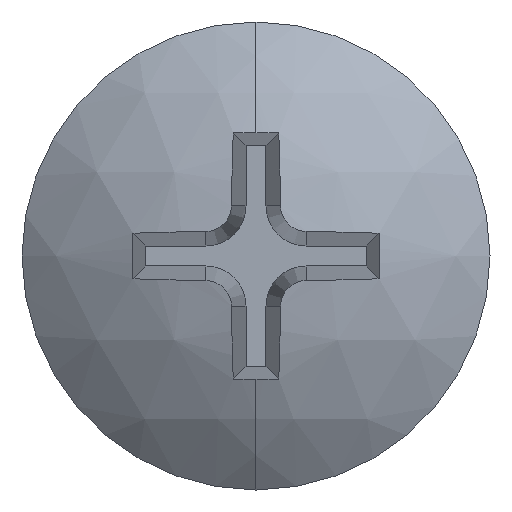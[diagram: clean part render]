
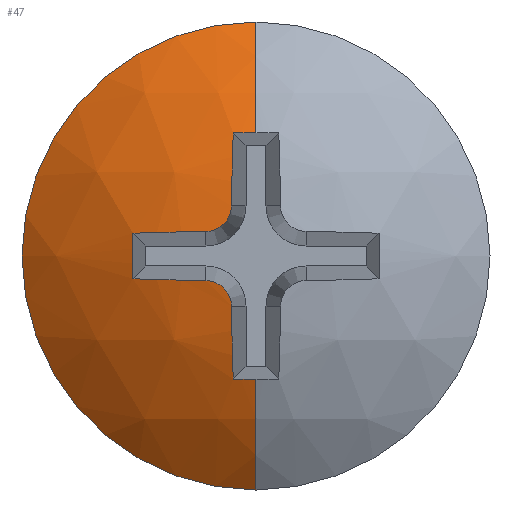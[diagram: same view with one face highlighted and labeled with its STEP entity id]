
A CAD part, left-side view. The second image highlights one B-rep face of the part: STEP entity #47.
In plain terms, the highlighted spherical face has radius 4.368 mm.
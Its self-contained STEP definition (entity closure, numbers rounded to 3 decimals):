
#47=ADVANCED_FACE('',(#156),#157,.T.);
#156=FACE_OUTER_BOUND('',#371,.T.);
#157=SPHERICAL_SURFACE('',#372,4.368);
#371=EDGE_LOOP('',(#592,#593,#594,#595,#596,#597,#598,#599,#600,#601,#602,#603,#604));
#372=AXIS2_PLACEMENT_3D('',#605,#606,#607);
#592=ORIENTED_EDGE('',*,*,#1482,.F.);
#593=ORIENTED_EDGE('',*,*,#1478,.F.);
#594=ORIENTED_EDGE('',*,*,#1483,.F.);
#595=ORIENTED_EDGE('',*,*,#1484,.F.);
#596=ORIENTED_EDGE('',*,*,#1485,.T.);
#597=ORIENTED_EDGE('',*,*,#1486,.T.);
#598=ORIENTED_EDGE('',*,*,#1487,.T.);
#599=ORIENTED_EDGE('',*,*,#1488,.T.);
#600=ORIENTED_EDGE('',*,*,#1489,.T.);
#601=ORIENTED_EDGE('',*,*,#1490,.T.);
#602=ORIENTED_EDGE('',*,*,#1491,.T.);
#603=ORIENTED_EDGE('',*,*,#1492,.T.);
#604=ORIENTED_EDGE('',*,*,#1493,.T.);
#605=CARTESIAN_POINT('',(1.968,0.0,0.0));
#606=DIRECTION('',(0.0,0.0,1.0));
#607=DIRECTION('',(1.0,0.0,0.0));
#1478=EDGE_CURVE('',#1763,#1766,#1767,.T.);
#1482=EDGE_CURVE('',#1766,#1773,#1774,.T.);
#1483=EDGE_CURVE('',#1775,#1763,#1776,.T.);
#1484=EDGE_CURVE('',#1777,#1775,#1778,.T.);
#1485=EDGE_CURVE('',#1777,#1779,#1780,.T.);
#1486=EDGE_CURVE('',#1779,#1781,#1782,.T.);
#1487=EDGE_CURVE('',#1781,#1783,#1784,.T.);
#1488=EDGE_CURVE('',#1783,#1785,#1786,.T.);
#1489=EDGE_CURVE('',#1785,#1787,#1788,.T.);
#1490=EDGE_CURVE('',#1787,#1789,#1790,.T.);
#1491=EDGE_CURVE('',#1789,#1791,#1792,.T.);
#1492=EDGE_CURVE('',#1791,#1793,#1794,.T.);
#1493=EDGE_CURVE('',#1793,#1773,#1795,.T.);
#1763=VERTEX_POINT('',#2231);
#1766=VERTEX_POINT('',#2235);
#1767=CIRCLE('',#2236,2.8);
#1773=VERTEX_POINT('',#2243);
#1774=CIRCLE('',#2244,4.368);
#1775=VERTEX_POINT('',#2245);
#1776=CIRCLE('',#2246,2.8);
#1777=VERTEX_POINT('',#2247);
#1778=CIRCLE('',#2248,4.368);
#1779=VERTEX_POINT('',#2249);
#1780=CIRCLE('',#2250,4.239);
#1781=VERTEX_POINT('',#2251);
#1782=CIRCLE('',#2252,4.366);
#1783=VERTEX_POINT('',#2253);
#1784=B_SPLINE_CURVE_WITH_KNOTS('',3,(#2254,#2255,#2256,#2257,#2258,#2259,#2260,#2261,#2262,#2263,#2264,#2265,#2266,#2267),.UNSPECIFIED.,.F.,.F.,(4,2,2,2,2,2,4),(0.357,0.475,0.591,0.706,0.821,0.936,1.054),.UNSPECIFIED.);
#1785=VERTEX_POINT('',#2268);
#1786=CIRCLE('',#2269,4.366);
#1787=VERTEX_POINT('',#2270);
#1788=CIRCLE('',#2271,4.239);
#1789=VERTEX_POINT('',#2272);
#1790=CIRCLE('',#2273,4.366);
#1791=VERTEX_POINT('',#2274);
#1792=B_SPLINE_CURVE_WITH_KNOTS('',3,(#2275,#2276,#2277,#2278,#2279,#2280,#2281,#2282,#2283,#2284,#2285,#2286,#2287,#2288,#2289),.UNSPECIFIED.,.F.,.F.,(4,3,2,2,2,2,4),(-0.118,0.0,0.115,0.231,0.346,0.461,0.579),.UNSPECIFIED.);
#1793=VERTEX_POINT('',#2290);
#1794=CIRCLE('',#2291,4.366);
#1795=CIRCLE('',#2292,4.239);
#2231=CARTESIAN_POINT('',(-1.385,2.8,0.0));
#2235=CARTESIAN_POINT('',(-1.385,0.,2.8));
#2236=AXIS2_PLACEMENT_3D('',#4433,#4434,#4435);
#2243=CARTESIAN_POINT('',(-2.144,0.,1.473));
#2244=AXIS2_PLACEMENT_3D('',#4443,#4444,#4445);
#2245=CARTESIAN_POINT('',(-1.385,0.,-2.8));
#2246=AXIS2_PLACEMENT_3D('',#4446,#4447,#4448);
#2247=CARTESIAN_POINT('',(-2.144,0.,-1.473));
#2248=AXIS2_PLACEMENT_3D('',#4449,#4450,#4451);
#2249=CARTESIAN_POINT('',(-2.135,0.272,-1.472));
#2250=AXIS2_PLACEMENT_3D('',#4452,#4453,#4454);
#2251=CARTESIAN_POINT('',(-2.349,0.294,-0.6));
#2252=AXIS2_PLACEMENT_3D('',#4455,#4456,#4457);
#2253=CARTESIAN_POINT('',(-2.349,0.6,-0.294));
#2254=CARTESIAN_POINT('',(-2.329,0.316,-0.719));
#2255=CARTESIAN_POINT('',(-2.336,0.3,-0.68));
#2256=CARTESIAN_POINT('',(-2.343,0.293,-0.639));
#2257=CARTESIAN_POINT('',(-2.354,0.294,-0.562));
#2258=CARTESIAN_POINT('',(-2.358,0.302,-0.521));
#2259=CARTESIAN_POINT('',(-2.364,0.334,-0.446));
#2260=CARTESIAN_POINT('',(-2.366,0.358,-0.412));
#2261=CARTESIAN_POINT('',(-2.366,0.412,-0.358));
#2262=CARTESIAN_POINT('',(-2.364,0.446,-0.334));
#2263=CARTESIAN_POINT('',(-2.358,0.521,-0.302));
#2264=CARTESIAN_POINT('',(-2.354,0.562,-0.294));
#2265=CARTESIAN_POINT('',(-2.343,0.639,-0.293));
#2266=CARTESIAN_POINT('',(-2.336,0.68,-0.3));
#2267=CARTESIAN_POINT('',(-2.329,0.719,-0.316));
#2268=CARTESIAN_POINT('',(-2.135,1.472,-0.272));
#2269=AXIS2_PLACEMENT_3D('',#4458,#4459,#4460);
#2270=CARTESIAN_POINT('',(-2.135,1.472,0.272));
#2271=AXIS2_PLACEMENT_3D('',#4461,#4462,#4463);
#2272=CARTESIAN_POINT('',(-2.349,0.6,0.294));
#2273=AXIS2_PLACEMENT_3D('',#4464,#4465,#4466);
#2274=CARTESIAN_POINT('',(-2.349,0.294,0.6));
#2275=CARTESIAN_POINT('',(-2.329,0.719,0.316));
#2276=CARTESIAN_POINT('',(-2.336,0.68,0.3));
#2277=CARTESIAN_POINT('',(-2.343,0.639,0.293));
#2278=CARTESIAN_POINT('',(-2.349,0.6,0.294));
#2279=CARTESIAN_POINT('',(-2.354,0.562,0.294));
#2280=CARTESIAN_POINT('',(-2.358,0.521,0.302));
#2281=CARTESIAN_POINT('',(-2.364,0.446,0.334));
#2282=CARTESIAN_POINT('',(-2.366,0.412,0.358));
#2283=CARTESIAN_POINT('',(-2.366,0.358,0.412));
#2284=CARTESIAN_POINT('',(-2.364,0.334,0.446));
#2285=CARTESIAN_POINT('',(-2.358,0.302,0.521));
#2286=CARTESIAN_POINT('',(-2.354,0.294,0.562));
#2287=CARTESIAN_POINT('',(-2.343,0.293,0.639));
#2288=CARTESIAN_POINT('',(-2.336,0.3,0.68));
#2289=CARTESIAN_POINT('',(-2.329,0.316,0.719));
#2290=CARTESIAN_POINT('',(-2.135,0.272,1.472));
#2291=AXIS2_PLACEMENT_3D('',#4467,#4468,#4469);
#2292=AXIS2_PLACEMENT_3D('',#4470,#4471,#4472);
#4433=CARTESIAN_POINT('',(-1.385,0.0,0.0));
#4434=DIRECTION('',(1.0,0.0,0.0));
#4435=DIRECTION('',(0.0,1.0,0.0));
#4443=CARTESIAN_POINT('',(1.968,0.0,0.0));
#4444=DIRECTION('',(0.,-1.0,0.0));
#4445=DIRECTION('',(0.0,0.0,1.0));
#4446=CARTESIAN_POINT('',(-1.385,0.0,0.0));
#4447=DIRECTION('',(1.0,0.0,0.0));
#4448=DIRECTION('',(0.0,1.0,0.0));
#4449=CARTESIAN_POINT('',(1.968,0.0,0.0));
#4450=DIRECTION('',(0.,-1.0,0.0));
#4451=DIRECTION('',(0.0,0.0,1.0));
#4452=CARTESIAN_POINT('',(2.073,0.0,-1.05));
#4453=DIRECTION('',(0.1,0.0,-0.995));
#4454=DIRECTION('',(0.0,-1.0,0.0));
#4455=CARTESIAN_POINT('',(1.954,-0.138,0.));
#4456=DIRECTION('',(0.1,0.995,0.));
#4457=DIRECTION('',(0.0,0.,-1.0));
#4458=CARTESIAN_POINT('',(1.954,0.,0.138));
#4459=DIRECTION('',(0.1,0.,-0.995));
#4460=DIRECTION('',(0.0,-1.0,0.));
#4461=CARTESIAN_POINT('',(2.073,1.05,0.));
#4462=DIRECTION('',(0.1,0.995,0.));
#4463=DIRECTION('',(0.,0.,-1.0));
#4464=CARTESIAN_POINT('',(1.954,0.,-0.138));
#4465=DIRECTION('',(0.1,0.,0.995));
#4466=DIRECTION('',(0.0,1.0,0.));
#4467=CARTESIAN_POINT('',(1.954,-0.138,0.));
#4468=DIRECTION('',(0.1,0.995,0.));
#4469=DIRECTION('',(0.0,0.,-1.0));
#4470=CARTESIAN_POINT('',(2.073,0.0,1.05));
#4471=DIRECTION('',(0.1,-0.0,0.995));
#4472=DIRECTION('',(0.0,1.0,0.0));
